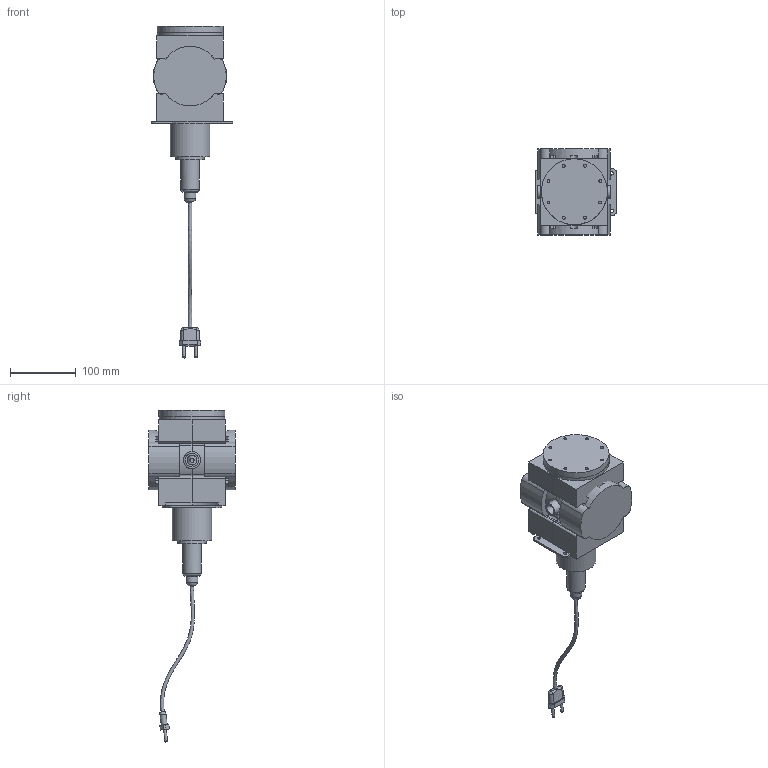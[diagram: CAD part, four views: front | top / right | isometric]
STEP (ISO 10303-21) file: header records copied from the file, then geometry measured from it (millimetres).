
FILE_DESCRIPTION(/* description */ (''),/* implementation_level */ '2;1');
FILE_NAME(/* name */ 'ErosionBox2 v15.step',/* time_stamp */ '2020-07-09T12:12:19+02:00',/* author */ (''),/* organization */ (''),/* preprocessor_version */ 'ST-DEVELOPER v18.1',/* originating_system */ 'Autodesk Translation Framework v9.3.0.1241',/* authorisation */ '');
FILE_SCHEMA (('AUTOMOTIVE_DESIGN { 1 0 10303 214 3 1 1 }'));
Length unit declared in the file: millimetre
Products named in the file (15): ErosionBox2; Top cover; SampleHolder; SampleFixate; Base; Probe; Body; Cover; CameraHolder1; LightDirection; Light; Lightbulb; Socket; Metal bracket; Component12
Assembly tree (15 placements, depth 4):
  ErosionBox2
    Top cover
      SampleHolder
      SampleFixate
    Base
    Probe
    Body
    Cover
    CameraHolder1  x2
    LightDirection
      Light
        Lightbulb
        Socket
    Metal bracket
      Component12
Bounding box: 123.5 x 130.5 x 503.53 mm (x, y, z)
Volume: 1507292.6 mm3; surface area: 354496.4 mm2
Topology: 18 solids, 18 shells, 464 faces, 1210 edges, 800 vertices
Faces by surface type: plane 252, cylinder 178, bspline 34
Full cylindrical faces by diameter (mm): 4 x2, 4.5 x24, 5 x4, 6.5 x4, 10 x2, 10.251 x4, 14.5 x1, 14.95 x2, 15 x1, 16.4 x1, 17.4 x2, 18 x2, 20 x4, 24 x1, 28 x2, 31 x1, 32 x1, 43.415 x2, 47.25 x1, 60 x1, 65 x1, 70 x1, 100 x2
Entity records: 22577 total; most frequent: CARTESIAN_POINT 12189, ORIENTED_EDGE 2072, DIRECTION 2025, EDGE_CURVE 1036, AXIS2_PLACEMENT_3D 727, VERTEX_POINT 684, LINE 571, VECTOR 571
